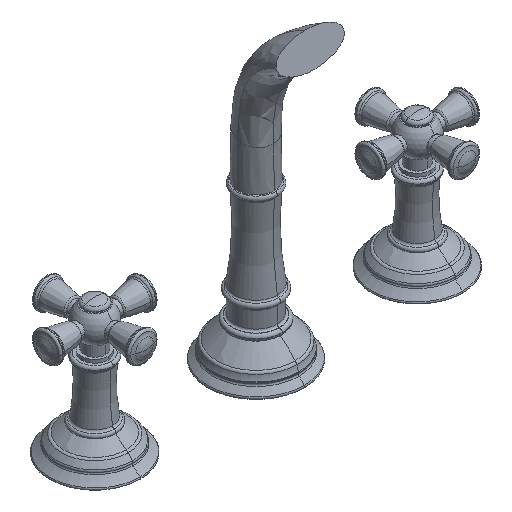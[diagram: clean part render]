
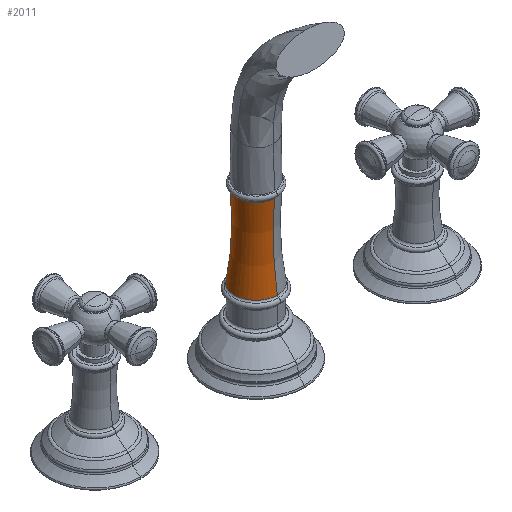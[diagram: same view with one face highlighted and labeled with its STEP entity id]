
A CAD part, isometric view. The second image highlights one B-rep face of the part: STEP entity #2011.
In plain terms, the highlighted toroidal (fillet/blend) face has major radius 213.817 mm and minor radius 203.2 mm.
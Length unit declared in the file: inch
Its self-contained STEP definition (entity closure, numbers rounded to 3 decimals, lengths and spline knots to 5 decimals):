
#672=CARTESIAN_POINT('',(0.,-8.41801,2.93002));
#673=DIRECTION('',(1.,0.,0.));
#674=DIRECTION('',(0.,0.987,-0.161));
#675=AXIS2_PLACEMENT_3D('',#672,#673,#674);
#688=CARTESIAN_POINT('',(0.,8.41801,2.93002));
#689=DIRECTION('',(-1.,0.,0.));
#690=DIRECTION('',(0.,-0.987,-0.161));
#691=AXIS2_PLACEMENT_3D('',#688,#689,#690);
#704=CARTESIAN_POINT('',(0.,0.,1.64249));
#705=DIRECTION('',(0.,0.,-1.));
#706=DIRECTION('',(0.,-1.,0.));
#707=AXIS2_PLACEMENT_3D('',#704,#705,#706);
#712=CARTESIAN_POINT('',(0.,0.,3.65472));
#713=DIRECTION('',(0.,0.,1.));
#714=DIRECTION('',(0.,1.,0.));
#715=AXIS2_PLACEMENT_3D('',#712,#713,#714);
#1118=CARTESIAN_POINT('',(0.,-0.5223,1.64249));
#1119=CARTESIAN_POINT('',(0.,-0.4509,3.65472));
#1120=VERTEX_POINT('',#1118);
#1121=VERTEX_POINT('',#1119);
#1122=CARTESIAN_POINT('',(0.,0.5223,1.64249));
#1123=CARTESIAN_POINT('',(0.,0.4509,3.65472));
#1124=VERTEX_POINT('',#1122);
#1125=VERTEX_POINT('',#1123);
#1998=CARTESIAN_POINT('',(0.,0.,2.93002));
#1999=DIRECTION('',(0.,0.,-1.));
#2000=DIRECTION('',(0.,1.,0.));
#2001=AXIS2_PLACEMENT_3D('',#1998,#1999,#2000);
#2002=TOROIDAL_SURFACE('',#2001,8.41801,8.);
#2003=ORIENTED_EDGE('',*,*,#1981,.F.);
#2005=ORIENTED_EDGE('',*,*,#2004,.T.);
#2006=ORIENTED_EDGE('',*,*,#1985,.T.);
#2008=ORIENTED_EDGE('',*,*,#2007,.T.);
#2009=EDGE_LOOP('',(#2003,#2005,#2006,#2008));
#2010=FACE_OUTER_BOUND('',#2009,.F.);
#676=CIRCLE('',#675,8.);
#692=CIRCLE('',#691,8.);
#708=CIRCLE('',#707,0.5223);
#716=CIRCLE('',#715,0.4509);
#1981=EDGE_CURVE('',#1120,#1121,#676,.T.);
#1985=EDGE_CURVE('',#1124,#1125,#692,.T.);
#2004=EDGE_CURVE('',#1120,#1124,#708,.T.);
#2007=EDGE_CURVE('',#1125,#1121,#716,.T.);
#2011=ADVANCED_FACE('',(#2010),#2002,.F.);
